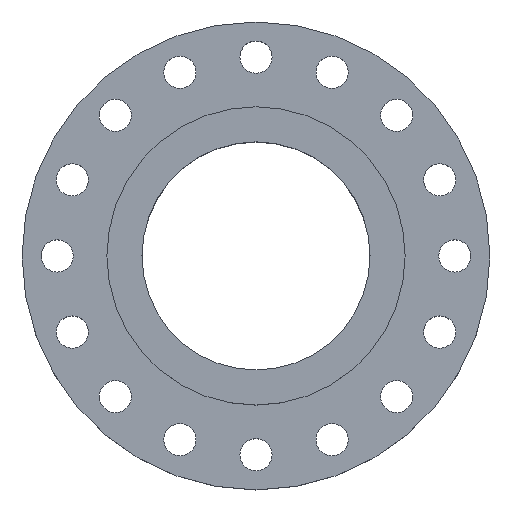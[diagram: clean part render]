
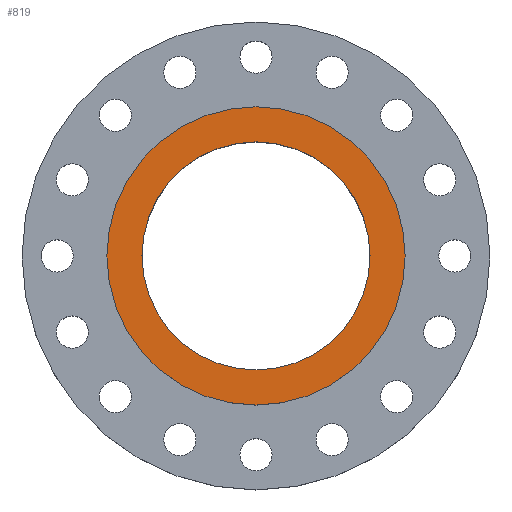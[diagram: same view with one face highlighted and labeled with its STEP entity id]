
A CAD part, top view. The second image highlights one B-rep face of the part: STEP entity #819.
In plain terms, the highlighted planar face has unit normal (0, 0, 1).
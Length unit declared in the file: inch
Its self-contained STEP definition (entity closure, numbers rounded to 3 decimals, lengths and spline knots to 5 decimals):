
#46 = EDGE_CURVE ( 'NONE', #1224, #603, #1432, .T. ) ;
#83 = DIRECTION ( 'NONE',  ( 0., 0., -1. ) ) ;
#105 = CARTESIAN_POINT ( 'NONE',  ( -4.875, 0., 0. ) ) ;
#110 = EDGE_LOOP ( 'NONE', ( #754, #555 ) ) ;
#141 = AXIS2_PLACEMENT_3D ( 'NONE', #1692, #1028, #1300 ) ;
#221 = CIRCLE ( 'NONE', #141, 4.875 ) ;
#223 = CARTESIAN_POINT ( 'NONE',  ( 0., 0., 0. ) ) ;
#268 = CARTESIAN_POINT ( 'NONE',  ( 6.375, 0., 0. ) ) ;
#346 = DIRECTION ( 'NONE',  ( 1., 0., 0. ) ) ;
#555 = ORIENTED_EDGE ( 'NONE', *, *, #1641, .F. ) ;
#559 = CARTESIAN_POINT ( 'NONE',  ( 0., 0., 0. ) ) ;
#598 = VERTEX_POINT ( 'NONE', #1040 ) ;
#603 = VERTEX_POINT ( 'NONE', #640 ) ;
#640 = CARTESIAN_POINT ( 'NONE',  ( -6.375, 0., 0. ) ) ;
#677 = CIRCLE ( 'NONE', #735, 4.875 ) ;
#735 = AXIS2_PLACEMENT_3D ( 'NONE', #223, #1124, #346 ) ;
#738 = DIRECTION ( 'NONE',  ( 0., 0., 1. ) ) ;
#745 = FACE_BOUND ( 'NONE', #110, .T. ) ;
#754 = ORIENTED_EDGE ( 'NONE', *, *, #932, .F. ) ;
#807 = EDGE_CURVE ( 'NONE', #603, #1224, #1464, .T. ) ;
#819 = ADVANCED_FACE ( 'NONE', ( #745, #1673 ), #869, .F. ) ;
#832 = AXIS2_PLACEMENT_3D ( 'NONE', #1289, #83, #1159 ) ;
#865 = VERTEX_POINT ( 'NONE', #105 ) ;
#869 = PLANE ( 'NONE',  #832 ) ;
#932 = EDGE_CURVE ( 'NONE', #598, #865, #221, .T. ) ;
#966 = DIRECTION ( 'NONE',  ( 0., 0., 1. ) ) ;
#1019 = CARTESIAN_POINT ( 'NONE',  ( 0., 0., 0. ) ) ;
#1028 = DIRECTION ( 'NONE',  ( 0., 0., 1. ) ) ;
#1040 = CARTESIAN_POINT ( 'NONE',  ( 4.875, 0., 0. ) ) ;
#1124 = DIRECTION ( 'NONE',  ( 0., 0., 1. ) ) ;
#1146 = ORIENTED_EDGE ( 'NONE', *, *, #46, .T. ) ;
#1157 = AXIS2_PLACEMENT_3D ( 'NONE', #1019, #738, #1309 ) ;
#1159 = DIRECTION ( 'NONE',  ( -1., 0., 0. ) ) ;
#1224 = VERTEX_POINT ( 'NONE', #268 ) ;
#1289 = CARTESIAN_POINT ( 'NONE',  ( 0., 4.875, 0. ) ) ;
#1300 = DIRECTION ( 'NONE',  ( 1., 0., 0. ) ) ;
#1309 = DIRECTION ( 'NONE',  ( 1., 0., 0. ) ) ;
#1432 = CIRCLE ( 'NONE', #1485, 6.375 ) ;
#1464 = CIRCLE ( 'NONE', #1157, 6.375 ) ;
#1485 = AXIS2_PLACEMENT_3D ( 'NONE', #559, #966, #1508 ) ;
#1495 = EDGE_LOOP ( 'NONE', ( #1146, #1671 ) ) ;
#1508 = DIRECTION ( 'NONE',  ( 1., 0., 0. ) ) ;
#1641 = EDGE_CURVE ( 'NONE', #865, #598, #677, .T. ) ;
#1671 = ORIENTED_EDGE ( 'NONE', *, *, #807, .T. ) ;
#1673 = FACE_OUTER_BOUND ( 'NONE', #1495, .T. ) ;
#1692 = CARTESIAN_POINT ( 'NONE',  ( 0., 0., 0. ) ) ;
